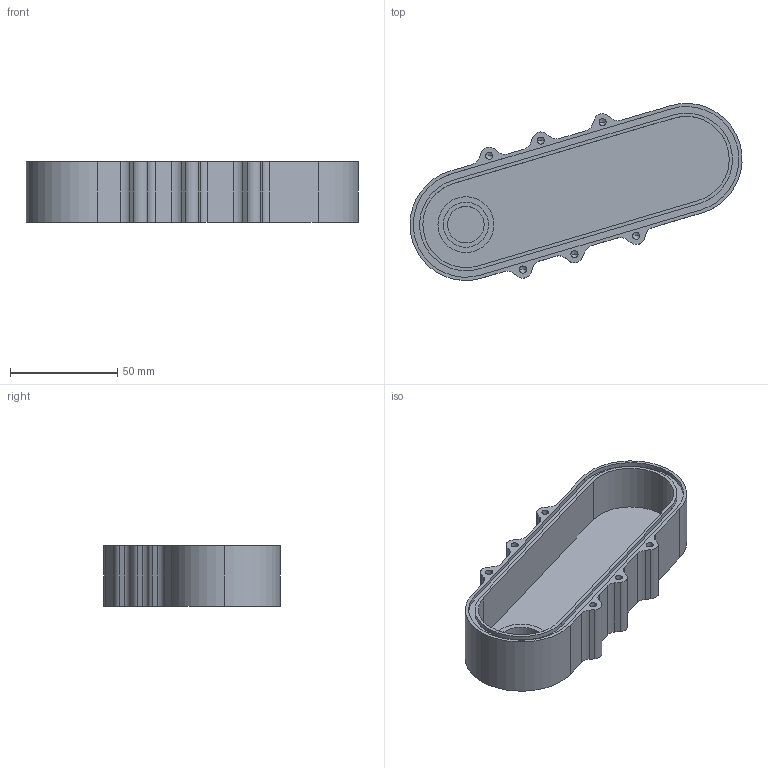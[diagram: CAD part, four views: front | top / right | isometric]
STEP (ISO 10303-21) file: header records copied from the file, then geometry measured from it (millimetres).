
FILE_DESCRIPTION (( 'STEP AP214' ), '1' );
FILE_NAME ('Capot pour poulie.STEP', '2020-07-31T14:08:47', ( '' ), ( '' ), 'SwSTEP 2.0', 'SolidWorks 2016', '' );
FILE_SCHEMA (( 'AUTOMOTIVE_DESIGN' ));
Length unit declared in the file: millimetre
Products named in the file (1): Capot pour poulie
Bounding box: 154.53 x 82.35 x 28 mm (x, y, z)
Volume: 97883.8 mm3; surface area: 38069.7 mm2
Topology: 1 solids, 1 shells, 94 faces, 246 edges, 154 vertices
Faces by surface type: cylinder 48, plane 34, cone 12
Entity records: 2992 total; most frequent: DIRECTION 520, CARTESIAN_POINT 483, ORIENTED_EDGE 468, EDGE_CURVE 234, AXIS2_PLACEMENT_3D 191, VERTEX_POINT 154, LINE 138, VECTOR 138
